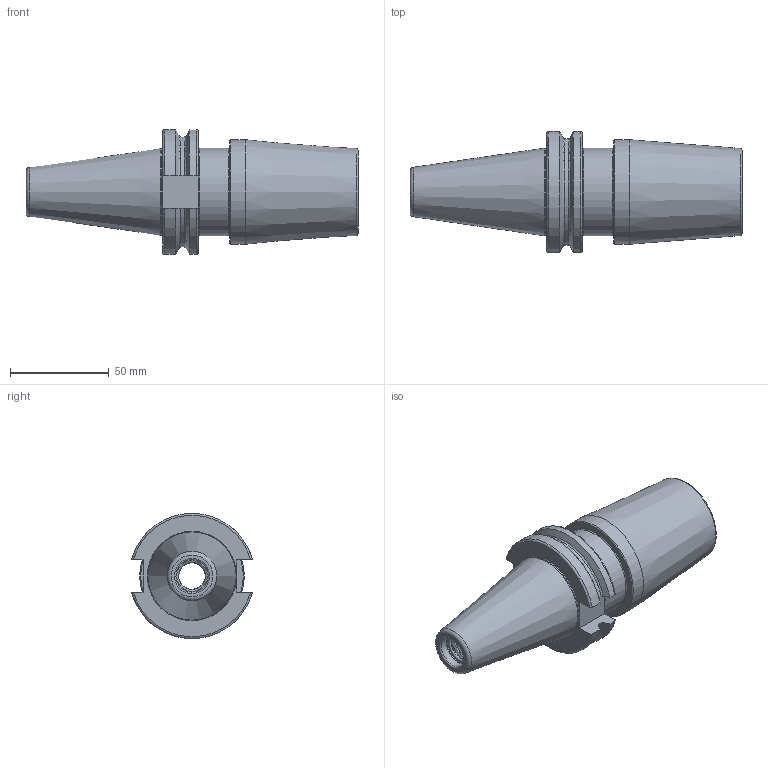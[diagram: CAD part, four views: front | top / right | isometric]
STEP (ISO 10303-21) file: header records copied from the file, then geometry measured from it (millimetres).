
FILE_DESCRIPTION(/* description */ (''),/* implementation_level */ '2;1');
FILE_NAME(/* name */ 'CAT40-SD100-100-B-X.step',/* time_stamp */ '2025-10-28T14:55:30-05:00',/* author */ (''),/* organization */ (''),/* preprocessor_version */ 'ST-DEVELOPER v20.1',/* originating_system */ 'Autodesk Translation Framework v14.17.0.0',/* authorisation */ '');
FILE_SCHEMA (('AUTOMOTIVE_DESIGN { 1 0 10303 214 3 1 1 }'));
Length unit declared in the file: millimetre
Products named in the file (1): CAT40-SD100-100-B-X
Bounding box: 168.25 x 61.4 x 63.31 mm (x, y, z)
Volume: 215233.4 mm3; surface area: 40716.4 mm2
Topology: 1 solids, 1 shells, 180 faces, 507 edges, 335 vertices
Faces by surface type: cylinder 118, plane 20, torus 19, cone 15, bspline 8
Full cylindrical faces by diameter (mm): 2.529 x6, 3.086 x2, 10 x1, 13.487 x1, 13.541 x10, 15.036 x25, 15.875 x9, 16.152 x24, 16.3 x1, 16.8 x1, 25.4 x1, 26 x1, 44.45 x1, 53 x1
Entity records: 16214 total; most frequent: CARTESIAN_POINT 11978, ORIENTED_EDGE 1010, DIRECTION 696, EDGE_CURVE 505, VERTEX_POINT 335, AXIS2_PLACEMENT_3D 276, B_SPLINE_CURVE_WITH_KNOTS 246, EDGE_LOOP 190
